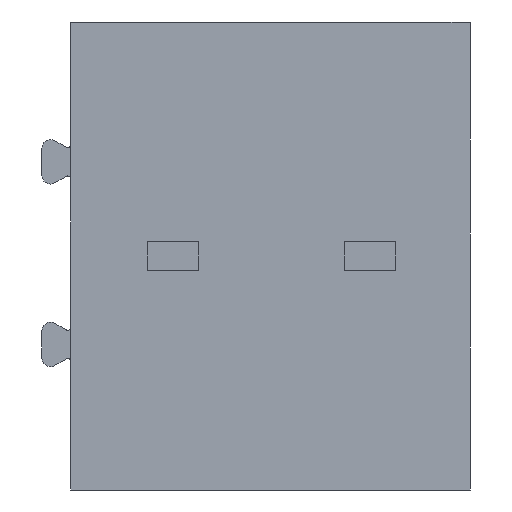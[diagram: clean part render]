
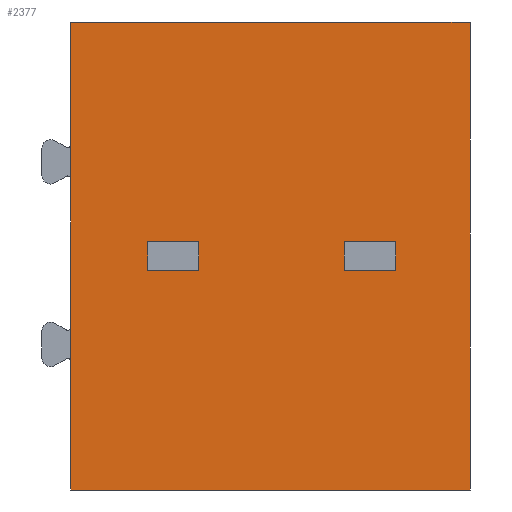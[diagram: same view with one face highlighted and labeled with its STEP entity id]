
A CAD part, front view. The second image highlights one B-rep face of the part: STEP entity #2377.
In plain terms, the highlighted planar face has unit normal (0, -1, 0).
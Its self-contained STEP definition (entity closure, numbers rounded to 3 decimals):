
#104=DIRECTION('',(0.,0.,-1.));
#105=VECTOR('',#104,8.2);
#106=CARTESIAN_POINT('',(-3.5,-6.3,0.));
#107=LINE('',#106,#105);
#532=DIRECTION('',(1.,0.,0.));
#533=VECTOR('',#532,7.);
#534=CARTESIAN_POINT('',(-3.5,-6.3,-8.2));
#535=LINE('',#534,#533);
#572=DIRECTION('',(1.,0.,0.));
#573=VECTOR('',#572,7.);
#574=CARTESIAN_POINT('',(-3.5,-6.3,0.));
#575=LINE('',#574,#573);
#576=DIRECTION('',(0.,0.,-1.));
#577=VECTOR('',#576,0.5);
#578=CARTESIAN_POINT('',(-2.15,-6.3,-3.85));
#579=LINE('',#578,#577);
#580=DIRECTION('',(1.,0.,0.));
#581=VECTOR('',#580,0.9);
#582=CARTESIAN_POINT('',(-2.15,-6.3,-4.35));
#583=LINE('',#582,#581);
#584=DIRECTION('',(0.,0.,1.));
#585=VECTOR('',#584,0.5);
#586=CARTESIAN_POINT('',(-1.25,-6.3,-4.35));
#587=LINE('',#586,#585);
#588=DIRECTION('',(-1.,0.,0.));
#589=VECTOR('',#588,0.9);
#590=CARTESIAN_POINT('',(-1.25,-6.3,-3.85));
#591=LINE('',#590,#589);
#592=DIRECTION('',(0.,0.,-1.));
#593=VECTOR('',#592,0.5);
#594=CARTESIAN_POINT('',(1.3,-6.3,-3.85));
#595=LINE('',#594,#593);
#596=DIRECTION('',(1.,0.,0.));
#597=VECTOR('',#596,0.9);
#598=CARTESIAN_POINT('',(1.3,-6.3,-4.35));
#599=LINE('',#598,#597);
#600=DIRECTION('',(0.,0.,1.));
#601=VECTOR('',#600,0.5);
#602=CARTESIAN_POINT('',(2.2,-6.3,-4.35));
#603=LINE('',#602,#601);
#604=DIRECTION('',(-1.,0.,0.));
#605=VECTOR('',#604,0.9);
#606=CARTESIAN_POINT('',(2.2,-6.3,-3.85));
#607=LINE('',#606,#605);
#1004=DIRECTION('',(0.,0.,-1.));
#1005=VECTOR('',#1004,8.2);
#1006=CARTESIAN_POINT('',(3.5,-6.3,0.));
#1007=LINE('',#1006,#1005);
#1380=CARTESIAN_POINT('',(-3.5,-6.3,0.));
#1381=CARTESIAN_POINT('',(-3.5,-6.3,-8.2));
#1382=VERTEX_POINT('',#1380);
#1383=VERTEX_POINT('',#1381);
#1394=CARTESIAN_POINT('',(3.5,-6.3,0.));
#1395=CARTESIAN_POINT('',(3.5,-6.3,-8.2));
#1396=VERTEX_POINT('',#1394);
#1397=VERTEX_POINT('',#1395);
#1764=CARTESIAN_POINT('',(-2.15,-6.3,-3.85));
#1765=CARTESIAN_POINT('',(-2.15,-6.3,-4.35));
#1766=VERTEX_POINT('',#1764);
#1767=VERTEX_POINT('',#1765);
#1768=CARTESIAN_POINT('',(-1.25,-6.3,-4.35));
#1769=VERTEX_POINT('',#1768);
#1770=CARTESIAN_POINT('',(-1.25,-6.3,-3.85));
#1771=VERTEX_POINT('',#1770);
#1780=CARTESIAN_POINT('',(1.3,-6.3,-3.85));
#1781=CARTESIAN_POINT('',(1.3,-6.3,-4.35));
#1782=VERTEX_POINT('',#1780);
#1783=VERTEX_POINT('',#1781);
#1784=CARTESIAN_POINT('',(2.2,-6.3,-4.35));
#1785=VERTEX_POINT('',#1784);
#1786=CARTESIAN_POINT('',(2.2,-6.3,-3.85));
#1787=VERTEX_POINT('',#1786);
#2344=CARTESIAN_POINT('',(-3.5,-6.3,0.));
#2345=DIRECTION('',(0.,-1.,0.));
#2346=DIRECTION('',(0.,0.,-1.));
#2347=AXIS2_PLACEMENT_3D('',#2344,#2345,#2346);
#2348=PLANE('',#2347);
#2349=ORIENTED_EDGE('',*,*,#1809,.F.);
#2351=ORIENTED_EDGE('',*,*,#2350,.T.);
#2353=ORIENTED_EDGE('',*,*,#2352,.T.);
#2354=ORIENTED_EDGE('',*,*,#2316,.F.);
#2355=EDGE_LOOP('',(#2349,#2351,#2353,#2354));
#2356=FACE_OUTER_BOUND('',#2355,.F.);
#2358=ORIENTED_EDGE('',*,*,#2357,.T.);
#2360=ORIENTED_EDGE('',*,*,#2359,.T.);
#2362=ORIENTED_EDGE('',*,*,#2361,.T.);
#2364=ORIENTED_EDGE('',*,*,#2363,.T.);
#2365=EDGE_LOOP('',(#2358,#2360,#2362,#2364));
#2366=FACE_BOUND('',#2365,.F.);
#2368=ORIENTED_EDGE('',*,*,#2367,.T.);
#2370=ORIENTED_EDGE('',*,*,#2369,.T.);
#2372=ORIENTED_EDGE('',*,*,#2371,.T.);
#2374=ORIENTED_EDGE('',*,*,#2373,.T.);
#2375=EDGE_LOOP('',(#2368,#2370,#2372,#2374));
#2376=FACE_BOUND('',#2375,.F.);
#2377=ADVANCED_FACE('',(#2356,#2366,#2376),#2348,.T.);
#1809=EDGE_CURVE('',#1382,#1383,#107,.T.);
#2316=EDGE_CURVE('',#1383,#1397,#535,.T.);
#2350=EDGE_CURVE('',#1382,#1396,#575,.T.);
#2352=EDGE_CURVE('',#1396,#1397,#1007,.T.);
#2357=EDGE_CURVE('',#1766,#1767,#579,.T.);
#2359=EDGE_CURVE('',#1767,#1769,#583,.T.);
#2361=EDGE_CURVE('',#1769,#1771,#587,.T.);
#2363=EDGE_CURVE('',#1771,#1766,#591,.T.);
#2367=EDGE_CURVE('',#1782,#1783,#595,.T.);
#2369=EDGE_CURVE('',#1783,#1785,#599,.T.);
#2371=EDGE_CURVE('',#1785,#1787,#603,.T.);
#2373=EDGE_CURVE('',#1787,#1782,#607,.T.);
